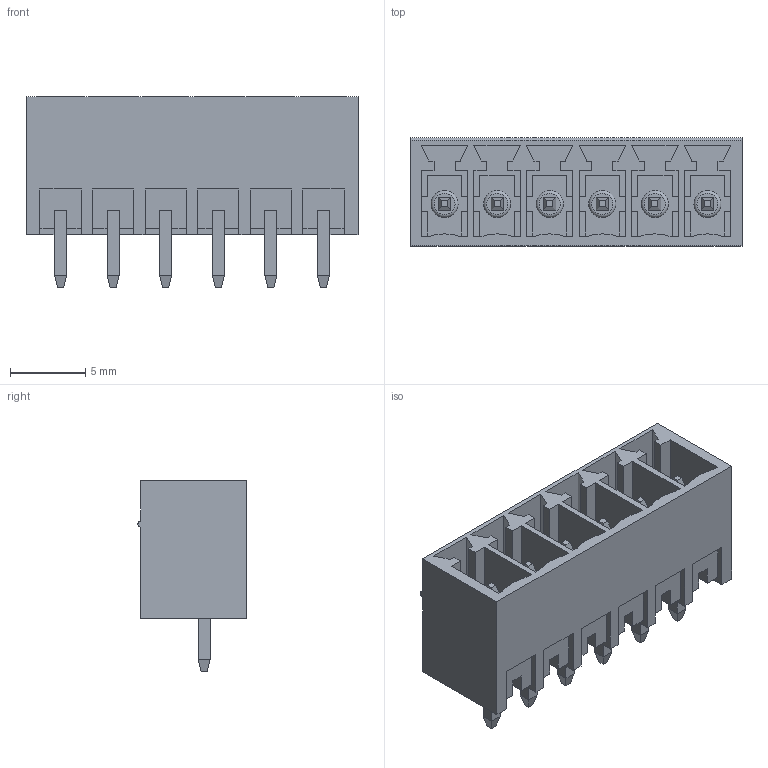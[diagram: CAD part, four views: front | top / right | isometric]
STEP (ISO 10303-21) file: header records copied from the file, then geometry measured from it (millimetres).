
FILE_DESCRIPTION( ( 'Unknown' ), '1' );
FILE_NAME( '691321100006.stp', 'Unknown', ( 'Quentin LAIDEBEUR' ), ( 'WE' ), 'PSStep 15.0.49', 'Sample-box', ' ' );
FILE_SCHEMA( ( 'AUTOMOTIVE_DESIGN { 1 0 10303 214 1 1 1 1 }' ) );
Length unit declared in the file: millimetre
Products named in the file (3): Assem1; 691325110006; 6913211000xx_PIN
Assembly tree (7 placements, depth 2):
  Assem1
    691325110006
    6913211000xx_PIN  x6
Bounding box: 22.1 x 7.2 x 12.7 mm (x, y, z)
Volume: 663.6 mm3; surface area: 2260.2 mm2
Topology: 7 solids, 7 shells, 338 faces, 894 edges, 576 vertices
Faces by surface type: plane 319, cylinder 13, torus 6
Full cylindrical faces by diameter (mm): 1.8 x6
Entity records: 10618 total; most frequent: CARTESIAN_POINT 1502, ORIENTED_EDGE 1472, DIRECTION 1320, EDGE_CURVE 736, LINE 704, VECTOR 704, VERTEX_POINT 490, AXIS2_PLACEMENT_3D 308
